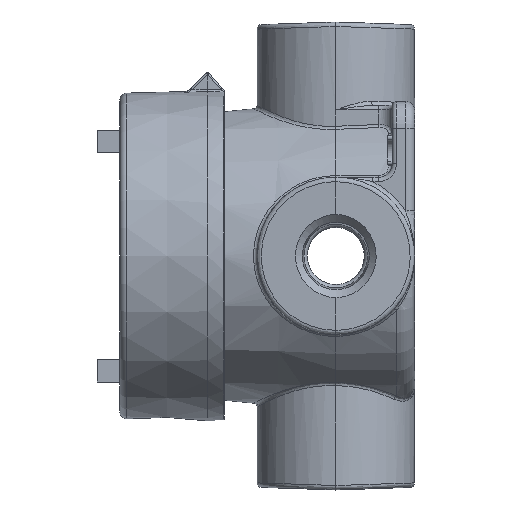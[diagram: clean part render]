
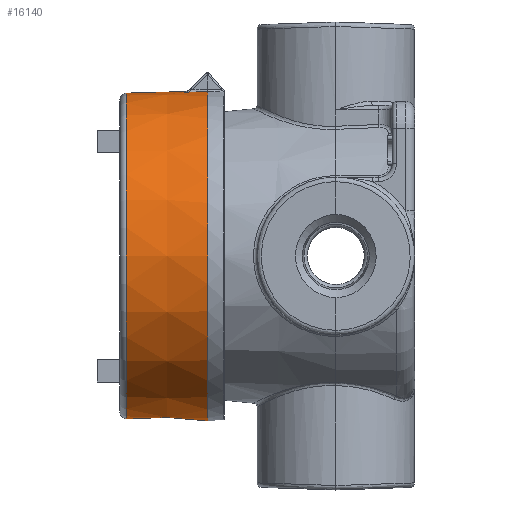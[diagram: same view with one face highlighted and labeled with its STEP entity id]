
A CAD part, left-side view. The second image highlights one B-rep face of the part: STEP entity #16140.
In plain terms, the highlighted conical face has half-angle 1.5 degrees and reference radius 58.214 mm.
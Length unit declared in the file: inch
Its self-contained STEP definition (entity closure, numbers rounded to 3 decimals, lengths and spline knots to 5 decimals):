
#133=CONICAL_SURFACE('',#17195,2.29188,0.026);
#1888=LINE('',#60587,#3207);
#3207=VECTOR('',#20440,2.29188);
#4206=FACE_OUTER_BOUND('',#5184,.T.);
#5184=EDGE_LOOP('',(#14702,#14703,#14704,#14705,#14706,#14707,#14708,#14709));
#5852=B_SPLINE_CURVE_WITH_KNOTS('',3,(#60569,#60570,#60571,#60572,#60573,
#60574,#60575,#60576,#60577,#60578),.UNSPECIFIED.,.F.,.F.,(4,2,2,2,4),(0.,
0.25,0.5,0.75,1.),.UNSPECIFIED.);
#5853=B_SPLINE_CURVE_WITH_KNOTS('',3,(#60580,#60581,#60582,#60583),
 .UNSPECIFIED.,.F.,.F.,(4,4),(0.,1.),.UNSPECIFIED.);
#5854=B_SPLINE_CURVE_WITH_KNOTS('',3,(#60591,#60592,#60593,#60594),
 .UNSPECIFIED.,.F.,.F.,(4,4),(0.,1.),.UNSPECIFIED.);
#6260=CIRCLE('',#17196,2.29188);
#6261=CIRCLE('',#17197,2.26235);
#6262=CIRCLE('',#17198,2.29188);
#7748=VERTEX_POINT('',#60567);
#7749=VERTEX_POINT('',#60568);
#7750=VERTEX_POINT('',#60579);
#7751=VERTEX_POINT('',#60584);
#7752=VERTEX_POINT('',#60586);
#7753=VERTEX_POINT('',#60589);
#10078=EDGE_CURVE('',#7748,#7749,#5852,.T.);
#10079=EDGE_CURVE('',#7749,#7750,#5853,.T.);
#10080=EDGE_CURVE('',#7750,#7751,#6260,.F.);
#10081=EDGE_CURVE('',#7751,#7752,#1888,.T.);
#10082=EDGE_CURVE('',#7752,#7752,#6261,.T.);
#10083=EDGE_CURVE('',#7751,#7753,#6262,.F.);
#10084=EDGE_CURVE('',#7753,#7748,#5854,.T.);
#14702=ORIENTED_EDGE('',*,*,#10078,.T.);
#14703=ORIENTED_EDGE('',*,*,#10079,.T.);
#14704=ORIENTED_EDGE('',*,*,#10080,.T.);
#14705=ORIENTED_EDGE('',*,*,#10081,.T.);
#14706=ORIENTED_EDGE('',*,*,#10082,.T.);
#14707=ORIENTED_EDGE('',*,*,#10081,.F.);
#14708=ORIENTED_EDGE('',*,*,#10083,.T.);
#14709=ORIENTED_EDGE('',*,*,#10084,.T.);
#16140=ADVANCED_FACE('',(#4206),#133,.T.);
#17195=AXIS2_PLACEMENT_3D('',#60566,#20436,#20437);
#17196=AXIS2_PLACEMENT_3D('',#60585,#20438,#20439);
#17197=AXIS2_PLACEMENT_3D('',#60588,#20441,#20442);
#17198=AXIS2_PLACEMENT_3D('',#60590,#20443,#20444);
#20436=DIRECTION('center_axis',(0.,0.,-1.));
#20437=DIRECTION('ref_axis',(1.,0.,0.));
#20438=DIRECTION('center_axis',(0.,0.,-1.));
#20439=DIRECTION('ref_axis',(0.094,-0.996,0.));
#20440=DIRECTION('',(0.026,0.,1.));
#20441=DIRECTION('center_axis',(0.,0.,-1.));
#20442=DIRECTION('ref_axis',(-1.,0.,0.));
#20443=DIRECTION('center_axis',(0.,0.,-1.));
#20444=DIRECTION('ref_axis',(0.094,-0.996,0.));
#60566=CARTESIAN_POINT('Origin',(0.,0.,0.25));
#60567=CARTESIAN_POINT('',(-0.20732,-2.27386,0.57789));
#60568=CARTESIAN_POINT('',(0.20732,-2.27386,0.57789));
#60569=CARTESIAN_POINT('Ctrl Pts',(-0.20732,-2.27386,
0.57789));
#60570=CARTESIAN_POINT('Ctrl Pts',(-0.17295,-2.27708,
0.57453));
#60571=CARTESIAN_POINT('Ctrl Pts',(-0.13826,-2.27952,
0.57199));
#60572=CARTESIAN_POINT('Ctrl Pts',(-0.06895,-2.28275,
0.56862));
#60573=CARTESIAN_POINT('Ctrl Pts',(-0.03423,-2.28356,
0.56778));
#60574=CARTESIAN_POINT('Ctrl Pts',(0.03531,-2.28355,
0.56779));
#60575=CARTESIAN_POINT('Ctrl Pts',(0.07008,-2.28272,
0.56866));
#60576=CARTESIAN_POINT('Ctrl Pts',(0.13902,-2.27947,
0.57204));
#60577=CARTESIAN_POINT('Ctrl Pts',(0.17327,-2.27705,
0.57457));
#60578=CARTESIAN_POINT('Ctrl Pts',(0.20732,-2.27386,
0.57789));
#60579=CARTESIAN_POINT('',(0.2158,-2.28169,0.25));
#60580=CARTESIAN_POINT('Ctrl Pts',(0.20732,-2.27386,
0.57789));
#60581=CARTESIAN_POINT('Ctrl Pts',(0.21014,-2.27647,
0.4686));
#60582=CARTESIAN_POINT('Ctrl Pts',(0.21297,-2.27909,
0.3593));
#60583=CARTESIAN_POINT('Ctrl Pts',(0.2158,-2.28169,
0.25));
#60584=CARTESIAN_POINT('',(-2.29188,0.,0.25));
#60585=CARTESIAN_POINT('Origin',(0.,0.,
0.25));
#60586=CARTESIAN_POINT('',(-2.26235,0.,1.37745));
#60587=CARTESIAN_POINT('',(-2.29188,0.,0.25));
#60588=CARTESIAN_POINT('Origin',(0.,0.,1.37745));
#60589=CARTESIAN_POINT('',(-0.2158,-2.28169,0.25));
#60590=CARTESIAN_POINT('Origin',(0.,0.,
0.25));
#60591=CARTESIAN_POINT('Ctrl Pts',(-0.2158,-2.28169,
0.25));
#60592=CARTESIAN_POINT('Ctrl Pts',(-0.21297,-2.27909,
0.3593));
#60593=CARTESIAN_POINT('Ctrl Pts',(-0.21014,-2.27647,
0.4686));
#60594=CARTESIAN_POINT('Ctrl Pts',(-0.20732,-2.27386,
0.57789));
